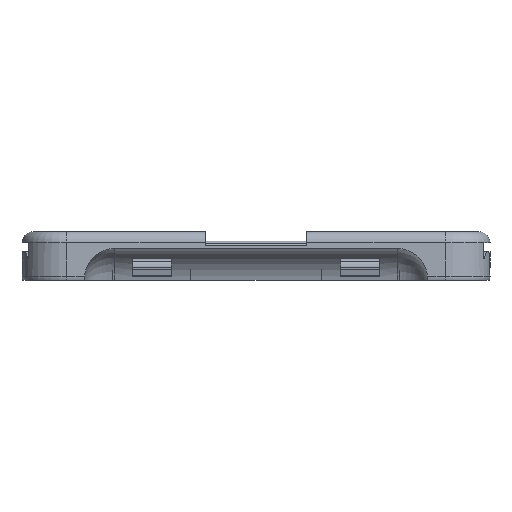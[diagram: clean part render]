
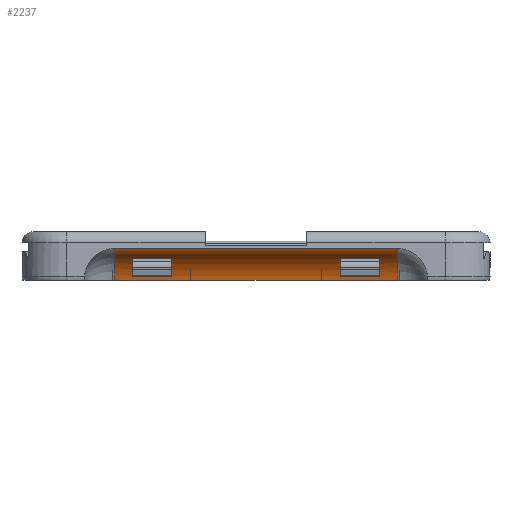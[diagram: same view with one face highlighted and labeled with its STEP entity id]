
A CAD part, left-side view. The second image highlights one B-rep face of the part: STEP entity #2237.
In plain terms, the highlighted cylindrical face has radius 3.167 mm (diameter 6.334 mm), a partial arc.
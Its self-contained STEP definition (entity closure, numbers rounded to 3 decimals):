
#620=CARTESIAN_POINT('',(-22.58,-11.1,-2.367));
#621=VERTEX_POINT('',#620);
#653=CARTESIAN_POINT('',(-22.58,11.1,-2.367));
#654=VERTEX_POINT('',#653);
#655=CARTESIAN_POINT('',(-22.58,-11.1,-2.367));
#656=DIRECTION('',(-0.,1.,-0.));
#657=VECTOR('',#656,22.2);
#658=LINE('',#655,#657);
#659=EDGE_CURVE('',#621,#654,#658,.T.);
#2133=CARTESIAN_POINT('',(-25.68,13.502,-3.017));
#2134=DIRECTION('',(0.,-1.,0.));
#2135=DIRECTION('',(0.,-0.,-1.));
#2136=AXIS2_PLACEMENT_3D('',#2133,#2134,#2135);
#2137=CYLINDRICAL_SURFACE('',#2136,3.167);
#2138=CARTESIAN_POINT('',(-25.68,-11.1,0.151));
#2139=VERTEX_POINT('',#2138);
#2140=CARTESIAN_POINT('',(-25.68,-11.1,-3.017));
#2141=DIRECTION('',(0.,-1.,0.));
#2142=DIRECTION('',(0.,-0.,-1.));
#2143=AXIS2_PLACEMENT_3D('',#2140,#2141,#2142);
#2144=CIRCLE('',#2143,3.167);
#2145=EDGE_CURVE('',#621,#2139,#2144,.T.);
#2146=ORIENTED_EDGE('',*,*,#2145,.T.);
#2147=CARTESIAN_POINT('',(-25.68,11.1,0.151));
#2148=VERTEX_POINT('',#2147);
#2149=CARTESIAN_POINT('',(-25.68,11.1,0.151));
#2150=DIRECTION('',(0.,-1.,0.));
#2151=VECTOR('',#2150,22.2);
#2152=LINE('',#2149,#2151);
#2153=EDGE_CURVE('',#2148,#2139,#2152,.T.);
#2154=ORIENTED_EDGE('',*,*,#2153,.F.);
#2155=CARTESIAN_POINT('',(-25.68,11.1,-3.017));
#2156=DIRECTION('',(0.,1.,-0.));
#2157=DIRECTION('',(0.,0.,1.));
#2158=AXIS2_PLACEMENT_3D('',#2155,#2156,#2157);
#2159=CIRCLE('',#2158,3.167);
#2160=EDGE_CURVE('',#2148,#654,#2159,.T.);
#2161=ORIENTED_EDGE('',*,*,#2160,.T.);
#2162=ORIENTED_EDGE('',*,*,#659,.F.);
#2163=EDGE_LOOP('',(#2146,#2154,#2161,#2162));
#2164=FACE_BOUND('',#2163,.T.);
#2165=CARTESIAN_POINT('',(-22.67,9.75,-2.031));
#2166=VERTEX_POINT('',#2165);
#2167=CARTESIAN_POINT('',(-23.56,9.75,-0.664));
#2168=VERTEX_POINT('',#2167);
#2169=CARTESIAN_POINT('',(-25.68,9.75,-3.017));
#2170=DIRECTION('',(0.,-1.,0.));
#2171=DIRECTION('',(0.,-0.,-1.));
#2172=AXIS2_PLACEMENT_3D('',#2169,#2170,#2171);
#2173=CIRCLE('',#2172,3.167);
#2174=EDGE_CURVE('',#2166,#2168,#2173,.T.);
#2175=ORIENTED_EDGE('',*,*,#2174,.T.);
#2176=CARTESIAN_POINT('',(-23.56,6.65,-0.664));
#2177=VERTEX_POINT('',#2176);
#2178=CARTESIAN_POINT('',(-23.56,9.75,-0.664));
#2179=DIRECTION('',(0.,-1.,0.));
#2180=VECTOR('',#2179,3.1);
#2181=LINE('',#2178,#2180);
#2182=EDGE_CURVE('',#2168,#2177,#2181,.T.);
#2183=ORIENTED_EDGE('',*,*,#2182,.T.);
#2184=CARTESIAN_POINT('',(-22.67,6.65,-2.031));
#2185=VERTEX_POINT('',#2184);
#2186=CARTESIAN_POINT('',(-25.68,6.65,-3.017));
#2187=DIRECTION('',(0.,1.,-0.));
#2188=DIRECTION('',(0.,0.,1.));
#2189=AXIS2_PLACEMENT_3D('',#2186,#2187,#2188);
#2190=CIRCLE('',#2189,3.167);
#2191=EDGE_CURVE('',#2177,#2185,#2190,.T.);
#2192=ORIENTED_EDGE('',*,*,#2191,.T.);
#2193=CARTESIAN_POINT('',(-22.67,6.65,-2.031));
#2194=DIRECTION('',(-0.,1.,-0.));
#2195=VECTOR('',#2194,3.1);
#2196=LINE('',#2193,#2195);
#2197=EDGE_CURVE('',#2185,#2166,#2196,.T.);
#2198=ORIENTED_EDGE('',*,*,#2197,.T.);
#2199=EDGE_LOOP('',(#2175,#2183,#2192,#2198));
#2200=FACE_BOUND('',#2199,.T.);
#2201=CARTESIAN_POINT('',(-22.67,-6.65,-2.031));
#2202=VERTEX_POINT('',#2201);
#2203=CARTESIAN_POINT('',(-23.56,-6.65,-0.664));
#2204=VERTEX_POINT('',#2203);
#2205=CARTESIAN_POINT('',(-25.68,-6.65,-3.017));
#2206=DIRECTION('',(0.,-1.,0.));
#2207=DIRECTION('',(0.,-0.,-1.));
#2208=AXIS2_PLACEMENT_3D('',#2205,#2206,#2207);
#2209=CIRCLE('',#2208,3.167);
#2210=EDGE_CURVE('',#2202,#2204,#2209,.T.);
#2211=ORIENTED_EDGE('',*,*,#2210,.T.);
#2212=CARTESIAN_POINT('',(-23.56,-9.75,-0.664));
#2213=VERTEX_POINT('',#2212);
#2214=CARTESIAN_POINT('',(-23.56,-6.65,-0.664));
#2215=DIRECTION('',(0.,-1.,0.));
#2216=VECTOR('',#2215,3.1);
#2217=LINE('',#2214,#2216);
#2218=EDGE_CURVE('',#2204,#2213,#2217,.T.);
#2219=ORIENTED_EDGE('',*,*,#2218,.T.);
#2220=CARTESIAN_POINT('',(-22.67,-9.75,-2.031));
#2221=VERTEX_POINT('',#2220);
#2222=CARTESIAN_POINT('',(-25.68,-9.75,-3.017));
#2223=DIRECTION('',(0.,1.,-0.));
#2224=DIRECTION('',(0.,0.,1.));
#2225=AXIS2_PLACEMENT_3D('',#2222,#2223,#2224);
#2226=CIRCLE('',#2225,3.167);
#2227=EDGE_CURVE('',#2213,#2221,#2226,.T.);
#2228=ORIENTED_EDGE('',*,*,#2227,.T.);
#2229=CARTESIAN_POINT('',(-22.67,-9.75,-2.031));
#2230=DIRECTION('',(-0.,1.,-0.));
#2231=VECTOR('',#2230,3.1);
#2232=LINE('',#2229,#2231);
#2233=EDGE_CURVE('',#2221,#2202,#2232,.T.);
#2234=ORIENTED_EDGE('',*,*,#2233,.T.);
#2235=EDGE_LOOP('',(#2211,#2219,#2228,#2234));
#2236=FACE_BOUND('',#2235,.T.);
#2237=ADVANCED_FACE('',(#2164,#2200,#2236),#2137,.F.);
